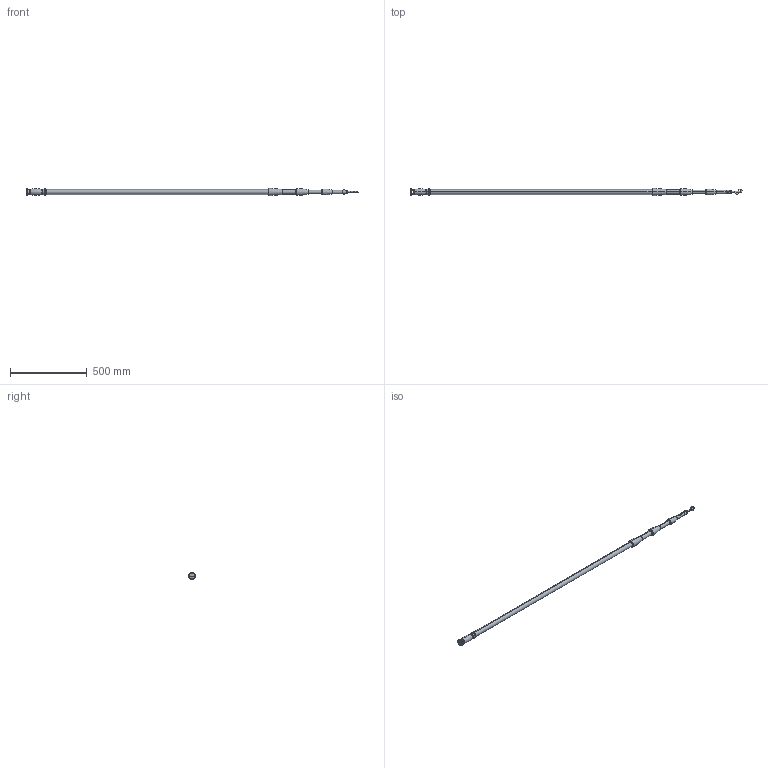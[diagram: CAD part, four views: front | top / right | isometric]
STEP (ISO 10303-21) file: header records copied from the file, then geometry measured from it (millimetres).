
FILE_DESCRIPTION (( 'STEP AP203' ), '1' );
FILE_NAME ('T84253.STEP', '2018-09-19T16:19:21', ( '' ), ( '' ), 'SwSTEP 2.0', 'SolidWorks 2016', '' );
FILE_SCHEMA (( 'CONFIG_CONTROL_DESIGN' ));
Length unit declared in the file: millimetre
Products named in the file (5): S3495_FITTED; TH3000; S3399; TH1324; T84253
Assembly tree (4 placements, depth 2):
  T84253
    S3399
    TH3000
    TH1324
    S3495_FITTED
Bounding box: 2162 x 47 x 47 mm (x, y, z)
Volume: 1297525 mm3; surface area: 344559 mm2
Topology: 4 solids, 4 shells, 137 faces, 312 edges, 183 vertices
Faces by surface type: cylinder 53, torus 46, plane 28, cone 4, bspline 4, sphere 2
Entity records: 5981 total; most frequent: CARTESIAN_POINT 2295, DIRECTION 756, ORIENTED_EDGE 624, AXIS2_PLACEMENT_3D 336, EDGE_CURVE 312, CIRCLE 196, VERTEX_POINT 183, EDGE_LOOP 149
